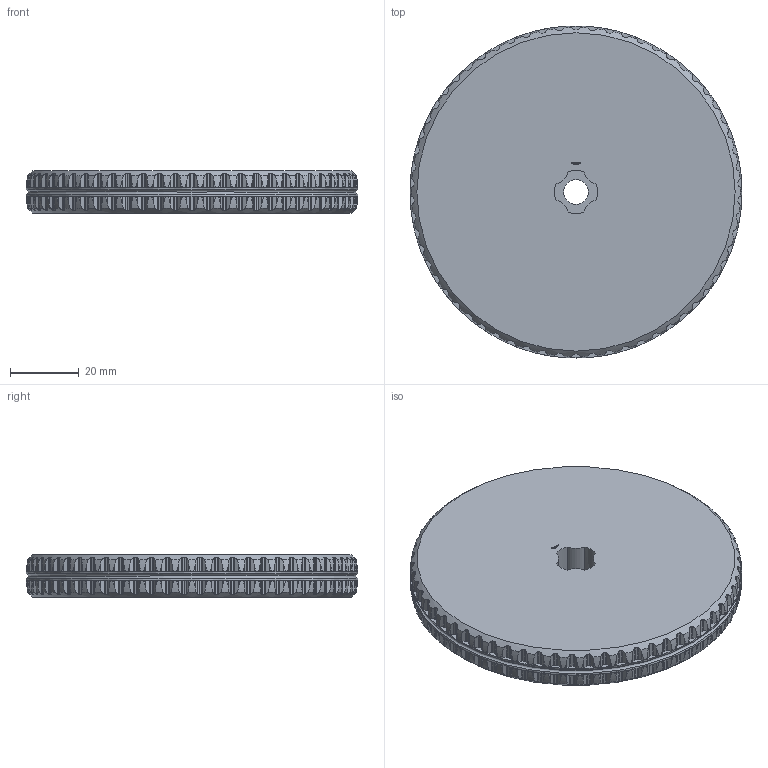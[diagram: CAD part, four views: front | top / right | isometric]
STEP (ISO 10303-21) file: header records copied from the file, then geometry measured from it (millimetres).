
FILE_DESCRIPTION(('FreeCAD Model'),'2;1');
FILE_NAME('Open CASCADE Shape Model','2024-12-31T23:15:33',(''),(''), 'Open CASCADE STEP processor 7.8','FreeCAD','Unknown');
FILE_SCHEMA(('AUTOMOTIVE_DESIGN { 1 0 10303 214 1 1 1 1 }'));
Products named in the file (1): Wheel GND TTRD PLN BU07.75x01.00 - SPN-WHL-0024 (stemfie.org)
Bounding box: 96.88 x 96.88 x 12.5 mm (x, y, z)
Volume: 87949.5 mm3; surface area: 19831.4 mm2
Topology: 1 solids, 1 shells, 1743 faces, 5050 edges, 3360 vertices
Faces by surface type: cylinder 760, plane 712, torus 128, extrusion 112, cone 31
Full cylindrical faces by diameter (mm): 2 x4, 7.2 x2, 96.875 x2
Entity records: 82555 total; most frequent: CARTESIAN_POINT 37573, ORIENTED_EDGE 10100, DIRECTION 8647, EDGE_CURVE 5050, VERTEX_POINT 3360, AXIS2_PLACEMENT_3D 3076, VECTOR 2495, LINE 2383
